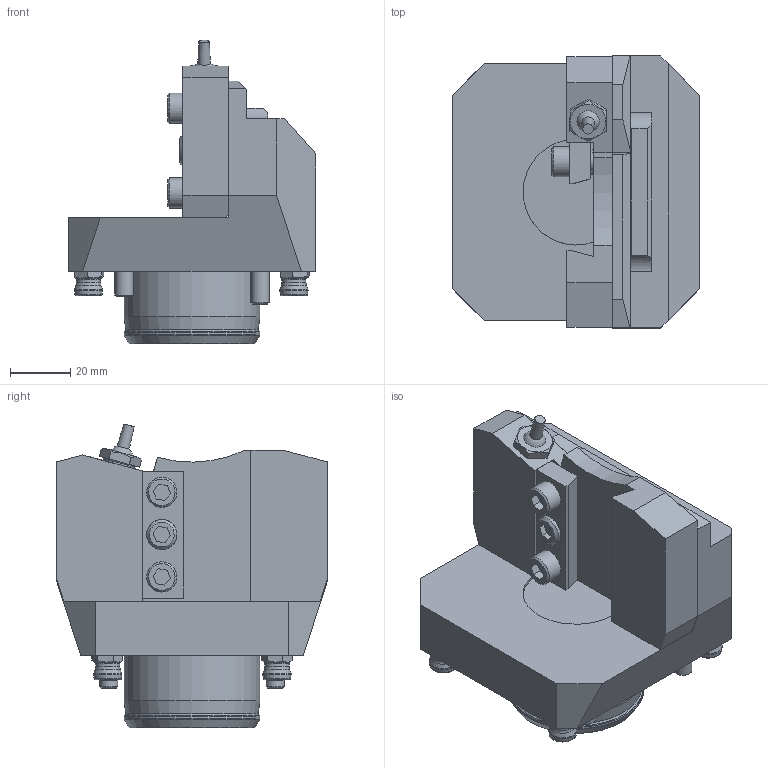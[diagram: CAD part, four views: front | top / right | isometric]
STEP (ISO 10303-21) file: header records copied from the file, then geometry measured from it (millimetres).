
FILE_DESCRIPTION(/* description */ (''),/* implementation_level */ '2;1');
FILE_NAME(/* name */ 'W7040017_stp.stp',/* time_stamp */ '2010-09-30T14:11:15+02:00',/* author */ (''),/* organization */ (''),/* preprocessor_version */ 'ST-DEVELOPER v11',/* originating_system */ 'UGS - NX 5.0',/* authorisation */ '');
FILE_SCHEMA (('AUTOMOTIVE_DESIGN { 1 0 10303 214 0 1 1 1 }'));
Length unit declared in the file: millimetre
Products named in the file (1): reic365Bk3f5
Bounding box: 82 x 90 x 100.61 mm (x, y, z)
Volume: 289823.7 mm3; surface area: 38033.4 mm2
Topology: 1 solids, 1 shells, 207 faces, 520 edges, 334 vertices
Faces by surface type: plane 127, cone 28, cylinder 27, torus 24, sphere 1
Full cylindrical faces by diameter (mm): 6 x6, 8 x4, 10 x3, 10.6 x1, 35 x1, 45 x2
Entity records: 5820 total; most frequent: CARTESIAN_POINT 1178, DIRECTION 922, ORIENTED_EDGE 882, EDGE_CURVE 441, AXIS2_PLACEMENT_3D 321, VERTEX_POINT 317, EDGE_LOOP 298, LINE 280
